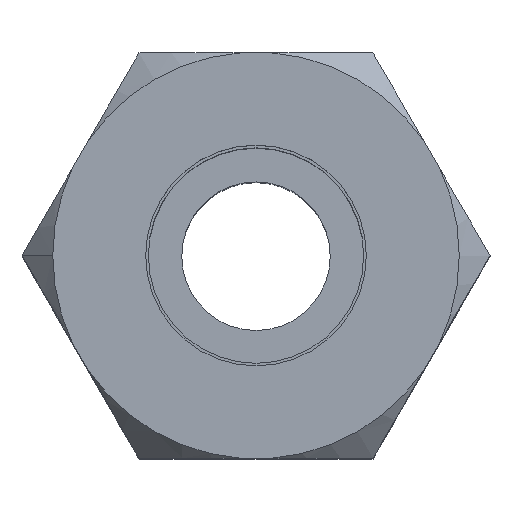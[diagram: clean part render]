
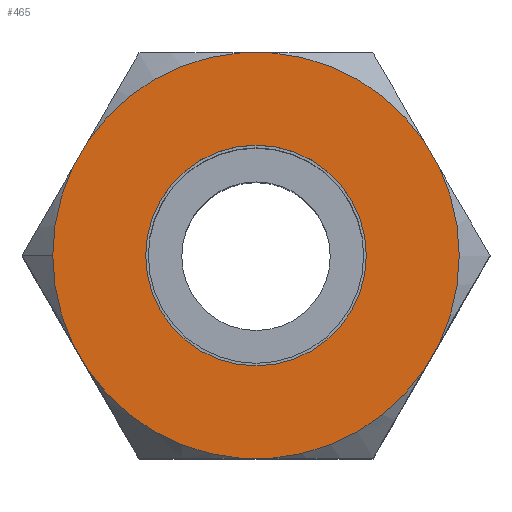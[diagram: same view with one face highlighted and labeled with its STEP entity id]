
A CAD part, top view. The second image highlights one B-rep face of the part: STEP entity #465.
In plain terms, the highlighted planar face has unit normal (0, 0, 1).
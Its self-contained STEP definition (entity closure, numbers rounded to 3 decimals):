
#177 = CARTESIAN_POINT ( 'NONE',  ( -8.643, 4.129, 23. ) ) ;
#186 = DIRECTION ( 'NONE',  ( 1., 0., 0. ) ) ;
#187 = DIRECTION ( 'NONE',  ( 0., 0., 1. ) ) ;
#188 = DIRECTION ( 'NONE',  ( -1., 0., 0. ) ) ;
#189 = DIRECTION ( 'NONE',  ( 0., 0., -1. ) ) ;
#190 = AXIS2_PLACEMENT_3D ( 'NONE', #192, #189, #188 ) ;
#191 = CARTESIAN_POINT ( 'NONE',  ( -7.898, -5.421, 23. ) ) ;
#192 = CARTESIAN_POINT ( 'NONE',  ( 0., 9.579, 23. ) ) ;
#193 = PLANE ( 'NONE',  #190 ) ;
#194 = FACE_OUTER_BOUND ( 'NONE', #549, .T. ) ;
#195 = FACE_BOUND ( 'NONE', #466, .T. ) ;
#196 = DIRECTION ( 'NONE',  ( 1., 0., 0. ) ) ;
#197 = DIRECTION ( 'NONE',  ( 0., 0., 1. ) ) ;
#198 = AXIS2_PLACEMENT_3D ( 'NONE', #205, #197, #196 ) ;
#199 = CIRCLE ( 'NONE', #198, 9.579 ) ;
#205 = CARTESIAN_POINT ( 'NONE',  ( 0., 0., 23. ) ) ;
#206 = CARTESIAN_POINT ( 'NONE',  ( -0.746, -9.55, 23. ) ) ;
#229 = CARTESIAN_POINT ( 'NONE',  ( 7.898, 5.421, 23. ) ) ;
#242 = CARTESIAN_POINT ( 'NONE',  ( 0., 0., 23. ) ) ;
#260 = CARTESIAN_POINT ( 'NONE',  ( 0.746, 9.55, 23. ) ) ;
#283 = AXIS2_PLACEMENT_3D ( 'NONE', #242, #187, #186 ) ;
#284 = CIRCLE ( 'NONE', #283, 5.2 ) ;
#316 = LINE ( 'NONE', #389, #388 ) ;
#320 = DIRECTION ( 'NONE',  ( 1., 0., 0. ) ) ;
#321 = DIRECTION ( 'NONE',  ( 0., 0., 1. ) ) ;
#322 = CARTESIAN_POINT ( 'NONE',  ( 0., 0., 23. ) ) ;
#323 = AXIS2_PLACEMENT_3D ( 'NONE', #322, #321, #320 ) ;
#324 = CIRCLE ( 'NONE', #323, 5.2 ) ;
#326 = DIRECTION ( 'NONE',  ( 1., 0., 0. ) ) ;
#327 = VECTOR ( 'NONE', #326, 1000. ) ;
#328 = CARTESIAN_POINT ( 'NONE',  ( -5.514, -9.55, 23. ) ) ;
#329 = LINE ( 'NONE', #328, #327 ) ;
#345 = DIRECTION ( 'NONE',  ( 0.5, -0.866, 0. ) ) ;
#346 = VECTOR ( 'NONE', #345, 1000. ) ;
#347 = CARTESIAN_POINT ( 'NONE',  ( -11.027, 0., 23. ) ) ;
#348 = LINE ( 'NONE', #347, #346 ) ;
#365 = VECTOR ( 'NONE', #391, 1000. ) ;
#366 = CARTESIAN_POINT ( 'NONE',  ( 5.514, 9.55, 23. ) ) ;
#367 = LINE ( 'NONE', #366, #365 ) ;
#378 = DIRECTION ( 'NONE',  ( -0.5, -0.866, 0. ) ) ;
#379 = VECTOR ( 'NONE', #378, 1000. ) ;
#380 = CARTESIAN_POINT ( 'NONE',  ( -5.514, 9.55, 23. ) ) ;
#381 = LINE ( 'NONE', #380, #379 ) ;
#387 = DIRECTION ( 'NONE',  ( -0.5, 0.866, 0. ) ) ;
#388 = VECTOR ( 'NONE', #387, 1000. ) ;
#389 = CARTESIAN_POINT ( 'NONE',  ( 11.027, 0., 23. ) ) ;
#391 = DIRECTION ( 'NONE',  ( -1., 0., 0. ) ) ;
#399 = DIRECTION ( 'NONE',  ( 0.5, 0.866, 0. ) ) ;
#400 = VECTOR ( 'NONE', #399, 1000. ) ;
#401 = CARTESIAN_POINT ( 'NONE',  ( 5.514, -9.55, 23. ) ) ;
#402 = LINE ( 'NONE', #401, #400 ) ;
#435 = VERTEX_POINT ( 'NONE', #177 ) ;
#455 = EDGE_CURVE ( 'NONE', #628, #629, #284, .T. ) ;
#462 = VERTEX_POINT ( 'NONE', #206 ) ;
#464 = EDGE_CURVE ( 'NONE', #469, #462, #199, .T. ) ;
#465 = ADVANCED_FACE ( 'NONE', ( #195, #194 ), #193, .F. ) ;
#466 = EDGE_LOOP ( 'NONE', ( #650, #548 ) ) ;
#469 = VERTEX_POINT ( 'NONE', #191 ) ;
#475 = VERTEX_POINT ( 'NONE', #260 ) ;
#482 = VERTEX_POINT ( 'NONE', #229 ) ;
#519 = ORIENTED_EDGE ( 'NONE', *, *, #609, .T. ) ;
#520 = ORIENTED_EDGE ( 'NONE', *, *, #535, .T. ) ;
#521 = EDGE_CURVE ( 'NONE', #649, #482, #316, .T. ) ;
#522 = EDGE_CURVE ( 'NONE', #475, #603, #367, .T. ) ;
#527 = ORIENTED_EDGE ( 'NONE', *, *, #521, .T. ) ;
#530 = EDGE_CURVE ( 'NONE', #630, #469, #348, .T. ) ;
#532 = ORIENTED_EDGE ( 'NONE', *, *, #654, .T. ) ;
#535 = EDGE_CURVE ( 'NONE', #610, #642, #402, .T. ) ;
#536 = ORIENTED_EDGE ( 'NONE', *, *, #537, .T. ) ;
#537 = EDGE_CURVE ( 'NONE', #601, #435, #381, .T. ) ;
#538 = ORIENTED_EDGE ( 'NONE', *, *, #583, .T. ) ;
#539 = ORIENTED_EDGE ( 'NONE', *, *, #530, .T. ) ;
#541 = ORIENTED_EDGE ( 'NONE', *, *, #602, .T. ) ;
#542 = ORIENTED_EDGE ( 'NONE', *, *, #599, .T. ) ;
#543 = ORIENTED_EDGE ( 'NONE', *, *, #522, .T. ) ;
#544 = ORIENTED_EDGE ( 'NONE', *, *, #590, .T. ) ;
#546 = ORIENTED_EDGE ( 'NONE', *, *, #464, .T. ) ;
#547 = ORIENTED_EDGE ( 'NONE', *, *, #550, .T. ) ;
#548 = ORIENTED_EDGE ( 'NONE', *, *, #455, .F. ) ;
#549 = EDGE_LOOP ( 'NONE', ( #546, #547, #519, #520, #532, #527, #542, #543, #541, #536, #544, #538, #539 ) ) ;
#550 = EDGE_CURVE ( 'NONE', #462, #638, #329, .T. ) ;
#551 = EDGE_CURVE ( 'NONE', #629, #628, #324, .T. ) ;
#583 = EDGE_CURVE ( 'NONE', #634, #630, #752, .T. ) ;
#590 = EDGE_CURVE ( 'NONE', #435, #634, #745, .T. ) ;
#599 = EDGE_CURVE ( 'NONE', #482, #475, #845, .T. ) ;
#601 = VERTEX_POINT ( 'NONE', #818 ) ;
#602 = EDGE_CURVE ( 'NONE', #603, #601, #774, .T. ) ;
#603 = VERTEX_POINT ( 'NONE', #765 ) ;
#609 = EDGE_CURVE ( 'NONE', #638, #610, #758, .T. ) ;
#610 = VERTEX_POINT ( 'NONE', #830 ) ;
#628 = VERTEX_POINT ( 'NONE', #884 ) ;
#629 = VERTEX_POINT ( 'NONE', #885 ) ;
#630 = VERTEX_POINT ( 'NONE', #886 ) ;
#634 = VERTEX_POINT ( 'NONE', #849 ) ;
#638 = VERTEX_POINT ( 'NONE', #882 ) ;
#642 = VERTEX_POINT ( 'NONE', #879 ) ;
#649 = VERTEX_POINT ( 'NONE', #850 ) ;
#650 = ORIENTED_EDGE ( 'NONE', *, *, #551, .F. ) ;
#654 = EDGE_CURVE ( 'NONE', #642, #649, #898, .T. ) ;
#741 = DIRECTION ( 'NONE',  ( 1., 0., 0. ) ) ;
#742 = DIRECTION ( 'NONE',  ( 0., 0., 1. ) ) ;
#743 = CARTESIAN_POINT ( 'NONE',  ( 0., 0., 23. ) ) ;
#744 = AXIS2_PLACEMENT_3D ( 'NONE', #743, #742, #741 ) ;
#745 = CIRCLE ( 'NONE', #744, 9.579 ) ;
#748 = DIRECTION ( 'NONE',  ( 1., 0., 0. ) ) ;
#749 = DIRECTION ( 'NONE',  ( 0., 0., 1. ) ) ;
#750 = CARTESIAN_POINT ( 'NONE',  ( 0., 0., 23. ) ) ;
#751 = AXIS2_PLACEMENT_3D ( 'NONE', #750, #749, #748 ) ;
#752 = CIRCLE ( 'NONE', #751, 9.579 ) ;
#758 = CIRCLE ( 'NONE', #834, 9.579 ) ;
#762 = DIRECTION ( 'NONE',  ( 1., 0., 0. ) ) ;
#763 = DIRECTION ( 'NONE',  ( 0., 0., 1. ) ) ;
#764 = AXIS2_PLACEMENT_3D ( 'NONE', #817, #763, #762 ) ;
#765 = CARTESIAN_POINT ( 'NONE',  ( -0.746, 9.55, 23. ) ) ;
#774 = CIRCLE ( 'NONE', #764, 9.579 ) ;
#817 = CARTESIAN_POINT ( 'NONE',  ( 0., 0., 23. ) ) ;
#818 = CARTESIAN_POINT ( 'NONE',  ( -7.898, 5.421, 23. ) ) ;
#819 = DIRECTION ( 'NONE',  ( 1., 0., 0. ) ) ;
#820 = DIRECTION ( 'NONE',  ( 0., 0., 1. ) ) ;
#821 = CARTESIAN_POINT ( 'NONE',  ( 0., 0., 23. ) ) ;
#822 = AXIS2_PLACEMENT_3D ( 'NONE', #821, #820, #819 ) ;
#830 = CARTESIAN_POINT ( 'NONE',  ( 7.898, -5.421, 23. ) ) ;
#831 = DIRECTION ( 'NONE',  ( 1., 0., 0. ) ) ;
#832 = DIRECTION ( 'NONE',  ( 0., 0., 1. ) ) ;
#833 = CARTESIAN_POINT ( 'NONE',  ( 0., 0., 23. ) ) ;
#834 = AXIS2_PLACEMENT_3D ( 'NONE', #833, #832, #831 ) ;
#845 = CIRCLE ( 'NONE', #822, 9.579 ) ;
#849 = CARTESIAN_POINT ( 'NONE',  ( -9.579, 0., 23. ) ) ;
#850 = CARTESIAN_POINT ( 'NONE',  ( 8.643, 4.129, 23. ) ) ;
#879 = CARTESIAN_POINT ( 'NONE',  ( 8.643, -4.129, 23. ) ) ;
#882 = CARTESIAN_POINT ( 'NONE',  ( 0.746, -9.55, 23. ) ) ;
#884 = CARTESIAN_POINT ( 'NONE',  ( -5.2, 0., 23. ) ) ;
#885 = CARTESIAN_POINT ( 'NONE',  ( 5.2, 0., 23. ) ) ;
#886 = CARTESIAN_POINT ( 'NONE',  ( -8.643, -4.129, 23. ) ) ;
#898 = CIRCLE ( 'NONE', #911, 9.579 ) ;
#910 = DIRECTION ( 'NONE',  ( 1., 0., 0. ) ) ;
#911 = AXIS2_PLACEMENT_3D ( 'NONE', #946, #945, #910 ) ;
#945 = DIRECTION ( 'NONE',  ( 0., 0., 1. ) ) ;
#946 = CARTESIAN_POINT ( 'NONE',  ( 0., 0., 23. ) ) ;
